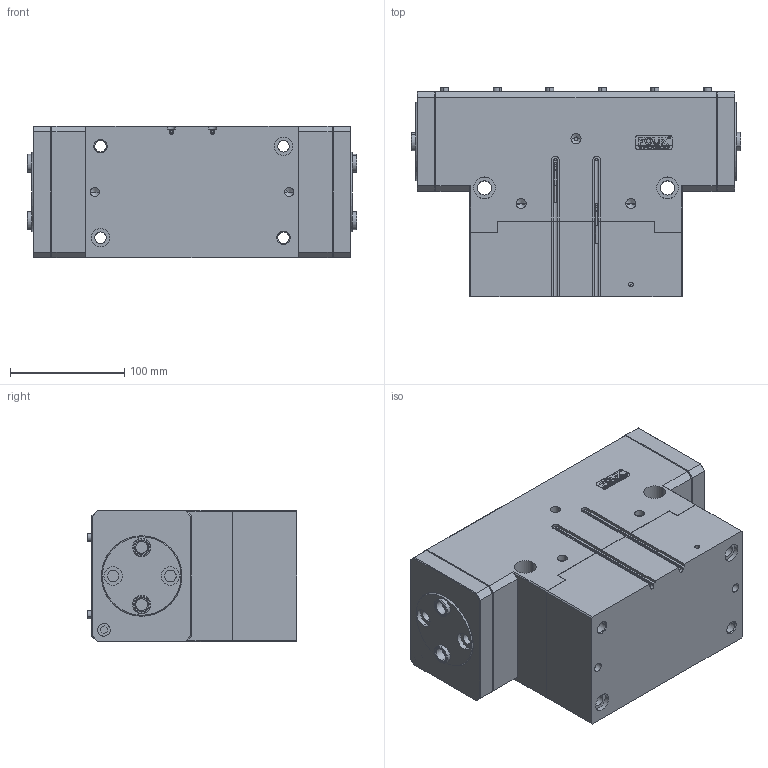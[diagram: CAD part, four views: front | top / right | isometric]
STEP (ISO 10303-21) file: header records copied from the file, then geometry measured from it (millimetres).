
FILE_DESCRIPTION (( 'STEP AP203' ), '1' );
FILE_NAME ('TRF117 詢滅誘標蛈 NC.STEP', '2025-08-26T07:28:41', ( 'USER-' ), ( 'Microsoft' ), 'SwSTEP 2.0', 'SolidWorks 2018', '' );
FILE_SCHEMA (( 'CONFIG_CONTROL_DESIGN' ));
Length unit declared in the file: millimetre
Products named in the file (12): FR117-270-M-22B 晊扥极; TRF117-M-01 喘倛褲极; TRF117-04 奻葡裔啣; TRF117-01 忒硌薊极; hexagon socket head cap screws gb(GB_FASTENER_SCREWS_HSHCS M8X16-N); TRF117 詢滅誘標蛈 NC; 32x12-R2; TRF117-03 侧板密封圈; 内六角圆柱头螺钉[GBT70_1-2008][M4×12]; TRF117-02 耜猾极; 棠羲換覜ん; ﾏ擎ﾗ16｡ﾁ12｡ﾁ8
Assembly tree (28 placements, depth 2):
  TRF117 詢滅誘標蛈 NC
    TRF117-M-01 喘倛褲极
    TRF117-01 忒硌薊极  x2
    TRF117-02 耜猾极  x2
    TRF117-03 侧板密封圈
    TRF117-04 奻葡裔啣
    hexagon socket head cap screws gb(GB_FASTENER_SCREWS_HSHCS M8X16-N)
    内六角圆柱头螺钉[GBT70_1-2008][M4×12]  x12
    棠羲換覜ん  x2
    32x12-R2
    ﾏ擎ﾗ16｡ﾁ12｡ﾁ8  x4
    FR117-270-M-22B 晊扥极
Bounding box: 288.5 x 183 x 115 mm (x, y, z)
Volume: 3977654.8 mm3; surface area: 426680 mm2
Topology: 28 solids, 30 shells, 1492 faces, 3724 edges, 2337 vertices
Faces by surface type: plane 671, cylinder 420, bspline 163, cone 143, torus 91, sphere 4
Entity records: 42887 total; most frequent: CARTESIAN_POINT 13679, ORIENTED_EDGE 5890, DIRECTION 5359, EDGE_CURVE 2945, VERTEX_POINT 1893, VECTOR 1801, LINE 1801, AXIS2_PLACEMENT_3D 1779
